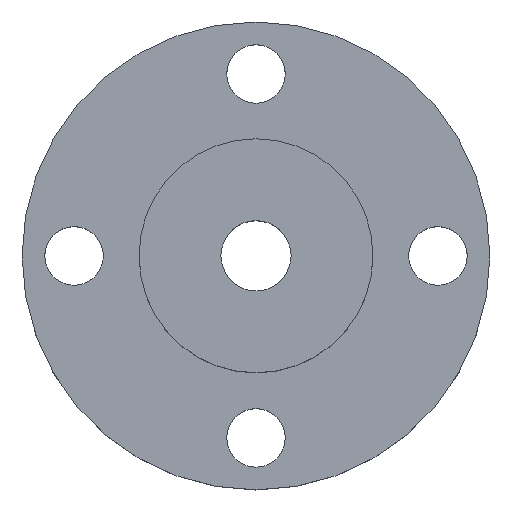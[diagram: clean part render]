
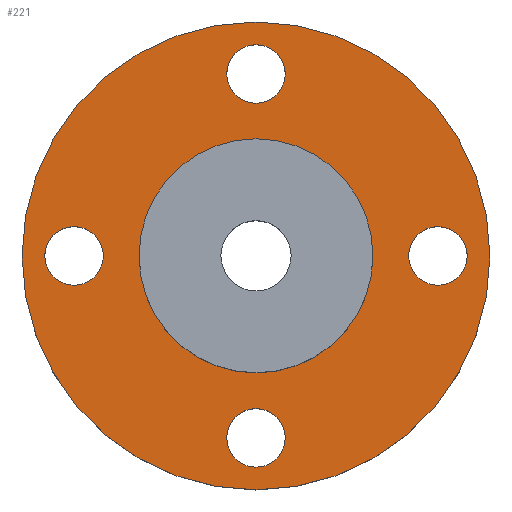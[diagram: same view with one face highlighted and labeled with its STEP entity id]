
A CAD part, top view. The second image highlights one B-rep face of the part: STEP entity #221.
In plain terms, the highlighted planar face has unit normal (0, 0, 1).
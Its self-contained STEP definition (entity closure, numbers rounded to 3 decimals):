
#9 = EDGE_LOOP ( 'NONE', ( #591, #625 ) ) ;
#13 = AXIS2_PLACEMENT_3D ( 'NONE', #542, #539, #537 ) ;
#17 = CIRCLE ( 'NONE', #71, 2.5 ) ;
#26 = CIRCLE ( 'NONE', #127, 10. ) ;
#29 = EDGE_CURVE ( 'NONE', #301, #777, #26, .T. ) ;
#32 = EDGE_LOOP ( 'NONE', ( #140, #160 ) ) ;
#36 = AXIS2_PLACEMENT_3D ( 'NONE', #307, #306, #304 ) ;
#41 = EDGE_CURVE ( 'NONE', #696, #676, #93, .T. ) ;
#45 = CARTESIAN_POINT ( 'NONE',  ( -13.056, 0., 6. ) ) ;
#47 = CARTESIAN_POINT ( 'NONE',  ( -2.5, 15.556, 6. ) ) ;
#49 = DIRECTION ( 'NONE',  ( 1., 0., 0. ) ) ;
#52 = CIRCLE ( 'NONE', #36, 2.5 ) ;
#64 = CIRCLE ( 'NONE', #13, 2.5 ) ;
#66 = CIRCLE ( 'NONE', #258, 2.5 ) ;
#71 = AXIS2_PLACEMENT_3D ( 'NONE', #293, #292, #291 ) ;
#81 = EDGE_CURVE ( 'NONE', #676, #696, #189, .T. ) ;
#84 = CIRCLE ( 'NONE', #516, 10. ) ;
#89 = CARTESIAN_POINT ( 'NONE',  ( 0., 15.556, 6. ) ) ;
#93 = CIRCLE ( 'NONE', #142, 20. ) ;
#95 = EDGE_LOOP ( 'NONE', ( #272, #332 ) ) ;
#104 = EDGE_CURVE ( 'NONE', #615, #186, #183, .T. ) ;
#105 = CIRCLE ( 'NONE', #691, 2.5 ) ;
#116 = EDGE_LOOP ( 'NONE', ( #624, #138 ) ) ;
#119 = DIRECTION ( 'NONE',  ( 0., 0., 1. ) ) ;
#127 = AXIS2_PLACEMENT_3D ( 'NONE', #574, #572, #570 ) ;
#138 = ORIENTED_EDGE ( 'NONE', *, *, #803, .F. ) ;
#140 = ORIENTED_EDGE ( 'NONE', *, *, #81, .T. ) ;
#142 = AXIS2_PLACEMENT_3D ( 'NONE', #556, #554, #553 ) ;
#145 = FACE_OUTER_BOUND ( 'NONE', #32, .T. ) ;
#154 = EDGE_CURVE ( 'NONE', #203, #686, #200, .T. ) ;
#160 = ORIENTED_EDGE ( 'NONE', *, *, #41, .T. ) ;
#161 = ORIENTED_EDGE ( 'NONE', *, *, #374, .F. ) ;
#162 = ORIENTED_EDGE ( 'NONE', *, *, #241, .F. ) ;
#183 = CIRCLE ( 'NONE', #305, 2.5 ) ;
#186 = VERTEX_POINT ( 'NONE', #45 ) ;
#187 = EDGE_LOOP ( 'NONE', ( #720, #567 ) ) ;
#189 = CIRCLE ( 'NONE', #233, 20. ) ;
#200 = CIRCLE ( 'NONE', #496, 2.5 ) ;
#203 = VERTEX_POINT ( 'NONE', #47 ) ;
#206 = AXIS2_PLACEMENT_3D ( 'NONE', #728, #740, #725 ) ;
#221 = ADVANCED_FACE ( 'NONE', ( #285, #800, #511, #145, #518, #799 ), #731, .T. ) ;
#233 = AXIS2_PLACEMENT_3D ( 'NONE', #473, #505, #503 ) ;
#241 = EDGE_CURVE ( 'NONE', #715, #618, #300, .T. ) ;
#258 = AXIS2_PLACEMENT_3D ( 'NONE', #501, #499, #498 ) ;
#272 = ORIENTED_EDGE ( 'NONE', *, *, #154, .F. ) ;
#280 = AXIS2_PLACEMENT_3D ( 'NONE', #671, #669, #668 ) ;
#285 = FACE_BOUND ( 'NONE', #187, .T. ) ;
#291 = DIRECTION ( 'NONE',  ( 1., 0., 0. ) ) ;
#292 = DIRECTION ( 'NONE',  ( 0., 0., 1. ) ) ;
#293 = CARTESIAN_POINT ( 'NONE',  ( 15.556, 0., 6. ) ) ;
#300 = CIRCLE ( 'NONE', #280, 2.5 ) ;
#301 = VERTEX_POINT ( 'NONE', #576 ) ;
#304 = DIRECTION ( 'NONE',  ( 1., 0., 0. ) ) ;
#305 = AXIS2_PLACEMENT_3D ( 'NONE', #439, #430, #433 ) ;
#306 = DIRECTION ( 'NONE',  ( 0., 0., 1. ) ) ;
#307 = CARTESIAN_POINT ( 'NONE',  ( 15.556, 0., 6. ) ) ;
#326 = EDGE_CURVE ( 'NONE', #686, #203, #64, .T. ) ;
#332 = ORIENTED_EDGE ( 'NONE', *, *, #326, .F. ) ;
#334 = CARTESIAN_POINT ( 'NONE',  ( -10., 0., 6. ) ) ;
#354 = CARTESIAN_POINT ( 'NONE',  ( 20., 0., 6. ) ) ;
#355 = CARTESIAN_POINT ( 'NONE',  ( 2.5, -15.556, 6. ) ) ;
#363 = CARTESIAN_POINT ( 'NONE',  ( 2.5, 15.556, 6. ) ) ;
#365 = CARTESIAN_POINT ( 'NONE',  ( 18.056, 0., 6. ) ) ;
#366 = CARTESIAN_POINT ( 'NONE',  ( 13.056, 0., 6. ) ) ;
#367 = CARTESIAN_POINT ( 'NONE',  ( -20., 0., 6. ) ) ;
#371 = DIRECTION ( 'NONE',  ( 1., 0., 0. ) ) ;
#373 = DIRECTION ( 'NONE',  ( 0., 0., 1. ) ) ;
#374 = EDGE_CURVE ( 'NONE', #618, #715, #66, .T. ) ;
#377 = CARTESIAN_POINT ( 'NONE',  ( -15.556, 0., 6. ) ) ;
#405 = CARTESIAN_POINT ( 'NONE',  ( -18.056, 0., 6. ) ) ;
#424 = CARTESIAN_POINT ( 'NONE',  ( -2.5, -15.556, 6. ) ) ;
#430 = DIRECTION ( 'NONE',  ( 0., 0., 1. ) ) ;
#433 = DIRECTION ( 'NONE',  ( 1., 0., 0. ) ) ;
#434 = DIRECTION ( 'NONE',  ( 1., 0., 0. ) ) ;
#435 = DIRECTION ( 'NONE',  ( 0., 0., 1. ) ) ;
#436 = CARTESIAN_POINT ( 'NONE',  ( 0., 0., 6. ) ) ;
#439 = CARTESIAN_POINT ( 'NONE',  ( -15.556, 0., 6. ) ) ;
#473 = CARTESIAN_POINT ( 'NONE',  ( 0., 0., 6. ) ) ;
#496 = AXIS2_PLACEMENT_3D ( 'NONE', #89, #119, #49 ) ;
#498 = DIRECTION ( 'NONE',  ( 1., 0., 0. ) ) ;
#499 = DIRECTION ( 'NONE',  ( 0., 0., 1. ) ) ;
#501 = CARTESIAN_POINT ( 'NONE',  ( 0., -15.556, 6. ) ) ;
#503 = DIRECTION ( 'NONE',  ( 1., 0., 0. ) ) ;
#505 = DIRECTION ( 'NONE',  ( 0., 0., 1. ) ) ;
#511 = FACE_BOUND ( 'NONE', #116, .T. ) ;
#516 = AXIS2_PLACEMENT_3D ( 'NONE', #436, #435, #434 ) ;
#518 = FACE_BOUND ( 'NONE', #653, .T. ) ;
#522 = EDGE_CURVE ( 'NONE', #777, #301, #84, .T. ) ;
#537 = DIRECTION ( 'NONE',  ( 1., 0., 0. ) ) ;
#539 = DIRECTION ( 'NONE',  ( 0., 0., 1. ) ) ;
#542 = CARTESIAN_POINT ( 'NONE',  ( 0., 15.556, 6. ) ) ;
#553 = DIRECTION ( 'NONE',  ( 1., 0., 0. ) ) ;
#554 = DIRECTION ( 'NONE',  ( 0., 0., 1. ) ) ;
#556 = CARTESIAN_POINT ( 'NONE',  ( 0., 0., 6. ) ) ;
#567 = ORIENTED_EDGE ( 'NONE', *, *, #29, .F. ) ;
#570 = DIRECTION ( 'NONE',  ( 1., 0., 0. ) ) ;
#572 = DIRECTION ( 'NONE',  ( 0., 0., 1. ) ) ;
#574 = CARTESIAN_POINT ( 'NONE',  ( 0., 0., 6. ) ) ;
#576 = CARTESIAN_POINT ( 'NONE',  ( 10., 0., 6. ) ) ;
#591 = ORIENTED_EDGE ( 'NONE', *, *, #104, .F. ) ;
#615 = VERTEX_POINT ( 'NONE', #405 ) ;
#618 = VERTEX_POINT ( 'NONE', #424 ) ;
#624 = ORIENTED_EDGE ( 'NONE', *, *, #789, .F. ) ;
#625 = ORIENTED_EDGE ( 'NONE', *, *, #645, .F. ) ;
#645 = EDGE_CURVE ( 'NONE', #186, #615, #105, .T. ) ;
#653 = EDGE_LOOP ( 'NONE', ( #161, #162 ) ) ;
#668 = DIRECTION ( 'NONE',  ( 1., 0., 0. ) ) ;
#669 = DIRECTION ( 'NONE',  ( 0., 0., 1. ) ) ;
#671 = CARTESIAN_POINT ( 'NONE',  ( 0., -15.556, 6. ) ) ;
#675 = VERTEX_POINT ( 'NONE', #366 ) ;
#676 = VERTEX_POINT ( 'NONE', #367 ) ;
#677 = VERTEX_POINT ( 'NONE', #365 ) ;
#686 = VERTEX_POINT ( 'NONE', #363 ) ;
#691 = AXIS2_PLACEMENT_3D ( 'NONE', #377, #373, #371 ) ;
#696 = VERTEX_POINT ( 'NONE', #354 ) ;
#715 = VERTEX_POINT ( 'NONE', #355 ) ;
#720 = ORIENTED_EDGE ( 'NONE', *, *, #522, .F. ) ;
#725 = DIRECTION ( 'NONE',  ( 1., 0., 0. ) ) ;
#728 = CARTESIAN_POINT ( 'NONE',  ( 0., 0., 6. ) ) ;
#731 = PLANE ( 'NONE',  #206 ) ;
#740 = DIRECTION ( 'NONE',  ( 0., 0., 1. ) ) ;
#777 = VERTEX_POINT ( 'NONE', #334 ) ;
#789 = EDGE_CURVE ( 'NONE', #675, #677, #52, .T. ) ;
#799 = FACE_BOUND ( 'NONE', #95, .T. ) ;
#800 = FACE_BOUND ( 'NONE', #9, .T. ) ;
#803 = EDGE_CURVE ( 'NONE', #677, #675, #17, .T. ) ;
